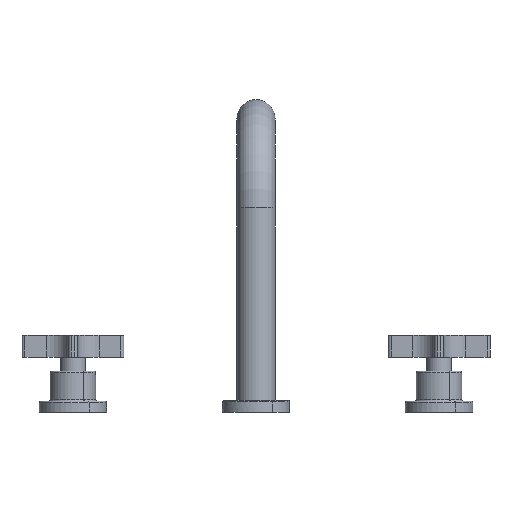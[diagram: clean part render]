
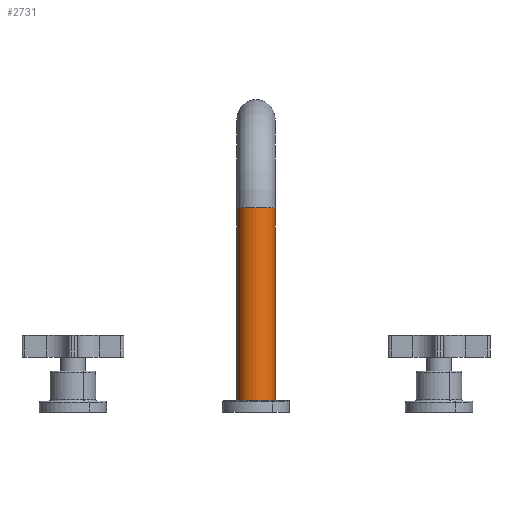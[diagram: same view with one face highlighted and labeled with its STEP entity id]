
A CAD part, top view. The second image highlights one B-rep face of the part: STEP entity #2731.
In plain terms, the highlighted cylindrical face has radius 13 mm (diameter 26 mm), a partial arc.
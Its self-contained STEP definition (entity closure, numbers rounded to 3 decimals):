
#2613=CARTESIAN_POINT('Axis2P3D Location',(0.,46.,0.)) ;
#2617=CARTESIAN_POINT('Vertex',(-13.,46.,0.)) ;
#2619=CARTESIAN_POINT('Vertex',(13.,46.,0.)) ;
#2693=CARTESIAN_POINT('Axis2P3D Location',(0.,112.5,0.)) ;
#2698=CARTESIAN_POINT('Line Origine',(-13.,112.5,0.)) ;
#2702=CARTESIAN_POINT('Vertex',(-13.,179.,0.)) ;
#2705=CARTESIAN_POINT('Line Origine',(13.,112.5,0.)) ;
#2709=CARTESIAN_POINT('Vertex',(13.,179.,0.)) ;
#2712=CARTESIAN_POINT('Axis2P3D Location',(0.,179.,0.)) ;
#2716=CARTESIAN_POINT('Vertex',(0.,179.,13.)) ;
#2719=CARTESIAN_POINT('Axis2P3D Location',(0.,179.,0.)) ;
#2700=VECTOR('Line Direction',#2699,1.) ;
#2707=VECTOR('Line Direction',#2706,1.) ;
#2614=DIRECTION('Axis2P3D Direction',(0.,1.,-0.)) ;
#2694=DIRECTION('Axis2P3D Direction',(0.,1.,-0.)) ;
#2695=DIRECTION('Axis2P3D XDirection',(-1.,0.,0.)) ;
#2699=DIRECTION('Vector Direction',(0.,1.,0.)) ;
#2706=DIRECTION('Vector Direction',(0.,1.,0.)) ;
#2713=DIRECTION('Axis2P3D Direction',(0.,1.,-0.)) ;
#2720=DIRECTION('Axis2P3D Direction',(0.,1.,-0.)) ;
#2615=AXIS2_PLACEMENT_3D('Circle Axis2P3D',#2613,#2614,$) ;
#2696=AXIS2_PLACEMENT_3D('Cylinder Axis2P3D',#2693,#2694,#2695) ;
#2714=AXIS2_PLACEMENT_3D('Circle Axis2P3D',#2712,#2713,$) ;
#2721=AXIS2_PLACEMENT_3D('Circle Axis2P3D',#2719,#2720,$) ;
#2701=LINE('Line',#2698,#2700) ;
#2708=LINE('Line',#2705,#2707) ;
#2616=CIRCLE('generated circle',#2615,13.) ;
#2715=CIRCLE('generated circle',#2714,13.) ;
#2722=CIRCLE('generated circle',#2721,13.) ;
#2697=CYLINDRICAL_SURFACE('generated cylinder',#2696,13.) ;
#2621=EDGE_CURVE('',#2618,#2620,#2616,.T.) ;
#2704=EDGE_CURVE('',#2618,#2703,#2701,.T.) ;
#2711=EDGE_CURVE('',#2620,#2710,#2708,.T.) ;
#2718=EDGE_CURVE('',#2717,#2710,#2715,.T.) ;
#2723=EDGE_CURVE('',#2703,#2717,#2722,.T.) ;
#2725=ORIENTED_EDGE('',*,*,#2704,.F.) ;
#2726=ORIENTED_EDGE('',*,*,#2621,.T.) ;
#2727=ORIENTED_EDGE('',*,*,#2711,.T.) ;
#2728=ORIENTED_EDGE('',*,*,#2718,.F.) ;
#2729=ORIENTED_EDGE('',*,*,#2723,.F.) ;
#2724=EDGE_LOOP('',(#2725,#2726,#2727,#2728,#2729)) ;
#2618=VERTEX_POINT('',#2617) ;
#2620=VERTEX_POINT('',#2619) ;
#2703=VERTEX_POINT('',#2702) ;
#2710=VERTEX_POINT('',#2709) ;
#2717=VERTEX_POINT('',#2716) ;
#2731=ADVANCED_FACE('PR.0513.00_AllCATPart.1\\PR9A475.1\\P46465.1\\PartBody',(#2730),#2697,.T.) ;
#2730=FACE_OUTER_BOUND('',#2724,.T.) ;
